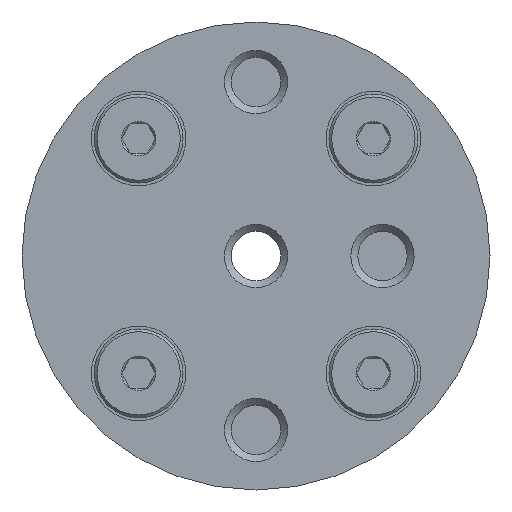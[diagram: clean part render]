
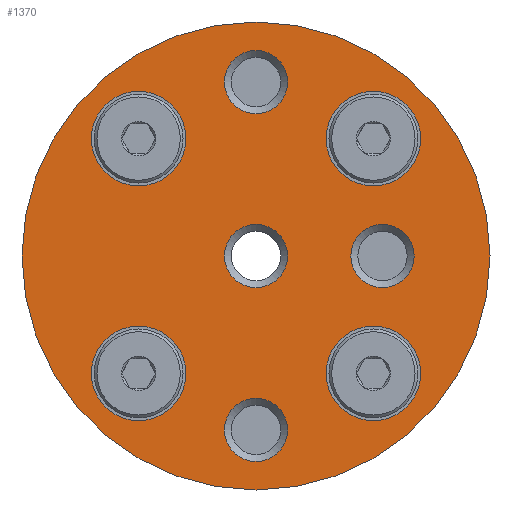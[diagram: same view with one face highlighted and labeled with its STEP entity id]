
A CAD part, left-side view. The second image highlights one B-rep face of the part: STEP entity #1370.
In plain terms, the highlighted planar face has unit normal (-1, 0, 0).
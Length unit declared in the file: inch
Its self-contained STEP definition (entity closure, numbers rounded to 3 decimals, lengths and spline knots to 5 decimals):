
#211=FACE_BOUND($,#441,.T.);
#212=FACE_BOUND($,#442,.T.);
#213=FACE_BOUND($,#443,.T.);
#214=FACE_BOUND($,#444,.T.);
#215=FACE_BOUND($,#445,.T.);
#216=FACE_BOUND($,#446,.T.);
#217=FACE_BOUND($,#447,.T.);
#218=FACE_BOUND($,#448,.T.);
#219=FACE_BOUND($,#449,.T.);
#267=PLANE($,#1507);
#441=EDGE_LOOP($,(#1009));
#442=EDGE_LOOP($,(#1010));
#443=EDGE_LOOP($,(#1011));
#444=EDGE_LOOP($,(#1012));
#445=EDGE_LOOP($,(#1013));
#446=EDGE_LOOP($,(#1014));
#447=EDGE_LOOP($,(#1015));
#448=EDGE_LOOP($,(#1016));
#449=EDGE_LOOP($,(#1017));
#563=CIRCLE($,#1458,0.1495);
#567=CIRCLE($,#1466,0.1495);
#568=CIRCLE($,#1469,0.1);
#574=CIRCLE($,#1479,0.1495);
#578=CIRCLE($,#1487,0.1495);
#579=CIRCLE($,#1490,0.1);
#582=CIRCLE($,#1496,0.1);
#585=CIRCLE($,#1502,0.1);
#588=CIRCLE($,#1508,0.74);
#647=VERTEX_POINT($,#2058);
#651=VERTEX_POINT($,#2070);
#652=VERTEX_POINT($,#2074);
#658=VERTEX_POINT($,#2090);
#662=VERTEX_POINT($,#2102);
#663=VERTEX_POINT($,#2106);
#666=VERTEX_POINT($,#2115);
#669=VERTEX_POINT($,#2124);
#672=VERTEX_POINT($,#2133);
#789=EDGE_CURVE($,#647,#647,#563,.T.);
#793=EDGE_CURVE($,#651,#651,#567,.T.);
#794=EDGE_CURVE($,#652,#652,#568,.T.);
#800=EDGE_CURVE($,#658,#658,#574,.T.);
#804=EDGE_CURVE($,#662,#662,#578,.T.);
#805=EDGE_CURVE($,#663,#663,#579,.T.);
#808=EDGE_CURVE($,#666,#666,#582,.T.);
#811=EDGE_CURVE($,#669,#669,#585,.T.);
#814=EDGE_CURVE($,#672,#672,#588,.T.);
#1009=ORIENTED_EDGE($,*,*,#789,.T.);
#1010=ORIENTED_EDGE($,*,*,#793,.T.);
#1011=ORIENTED_EDGE($,*,*,#794,.T.);
#1012=ORIENTED_EDGE($,*,*,#800,.T.);
#1013=ORIENTED_EDGE($,*,*,#804,.T.);
#1014=ORIENTED_EDGE($,*,*,#805,.T.);
#1015=ORIENTED_EDGE($,*,*,#808,.T.);
#1016=ORIENTED_EDGE($,*,*,#811,.T.);
#1017=ORIENTED_EDGE($,*,*,#814,.F.);
#1370=ADVANCED_FACE($,(#211,#212,#213,#214,#215,#216,#217,#218,#219),#267,
 .T.);
#1458=AXIS2_PLACEMENT_3D($,#2059,#1656,#1657);
#1466=AXIS2_PLACEMENT_3D($,#2071,#1672,#1673);
#1469=AXIS2_PLACEMENT_3D($,#2075,#1678,#1679);
#1479=AXIS2_PLACEMENT_3D($,#2091,#1698,#1699);
#1487=AXIS2_PLACEMENT_3D($,#2103,#1714,#1715);
#1490=AXIS2_PLACEMENT_3D($,#2107,#1720,#1721);
#1496=AXIS2_PLACEMENT_3D($,#2116,#1732,#1733);
#1502=AXIS2_PLACEMENT_3D($,#2125,#1744,#1745);
#1507=AXIS2_PLACEMENT_3D($,#2132,#1754,#1755);
#1508=AXIS2_PLACEMENT_3D($,#2134,#1756,#1757);
#1656=DIRECTION('center_axis',(1.,0.,0.));
#1657=DIRECTION('ref_axis',(0.,0.,1.));
#1672=DIRECTION('center_axis',(1.,0.,0.));
#1673=DIRECTION('ref_axis',(0.,0.,1.));
#1678=DIRECTION('center_axis',(1.,0.,0.));
#1679=DIRECTION('ref_axis',(0.,-1.,0.));
#1698=DIRECTION('center_axis',(1.,0.,0.));
#1699=DIRECTION('ref_axis',(0.,0.,-1.));
#1714=DIRECTION('center_axis',(1.,0.,0.));
#1715=DIRECTION('ref_axis',(0.,0.,1.));
#1720=DIRECTION('center_axis',(1.,0.,0.));
#1721=DIRECTION('ref_axis',(0.,0.,1.));
#1732=DIRECTION('center_axis',(1.,0.,0.));
#1733=DIRECTION('ref_axis',(0.,0.,1.));
#1744=DIRECTION('center_axis',(1.,0.,0.));
#1745=DIRECTION('ref_axis',(0.,0.,1.));
#1754=DIRECTION('center_axis',(-1.,0.,0.));
#1755=DIRECTION('ref_axis',(0.,0.,1.));
#1756=DIRECTION('center_axis',(1.,0.,0.));
#1757=DIRECTION('ref_axis',(0.,0.,-1.));
#2058=CARTESIAN_POINT('',(0.,-0.37123,-0.22173));
#2059=CARTESIAN_POINT('Origin',(0.,-0.37123,
-0.37123));
#2070=CARTESIAN_POINT('',(0.,0.37123,0.52073));
#2071=CARTESIAN_POINT('Origin',(0.,0.37123,
0.37123));
#2074=CARTESIAN_POINT('',(0.,-0.1,0.));
#2075=CARTESIAN_POINT('Origin',(0.,0.,
0.));
#2090=CARTESIAN_POINT('',(0.,-0.37123,0.22173));
#2091=CARTESIAN_POINT('Origin',(0.,-0.37123,
0.37123));
#2102=CARTESIAN_POINT('',(0.,0.37123,-0.22173));
#2103=CARTESIAN_POINT('Origin',(0.,0.37123,
-0.37123));
#2106=CARTESIAN_POINT('',(0.,-0.4,0.1));
#2107=CARTESIAN_POINT('Origin',(0.,-0.4,0.));
#2115=CARTESIAN_POINT('',(0.,0.,
-0.45));
#2116=CARTESIAN_POINT('Origin',(0.,0.,
-0.55));
#2124=CARTESIAN_POINT('',(0.,0.,
0.65));
#2125=CARTESIAN_POINT('Origin',(0.,0.,
0.55));
#2132=CARTESIAN_POINT('Origin',(0.,0.74,0.));
#2133=CARTESIAN_POINT('',(0.,0.74,0.));
#2134=CARTESIAN_POINT('Origin',(0.,0.,
0.));
